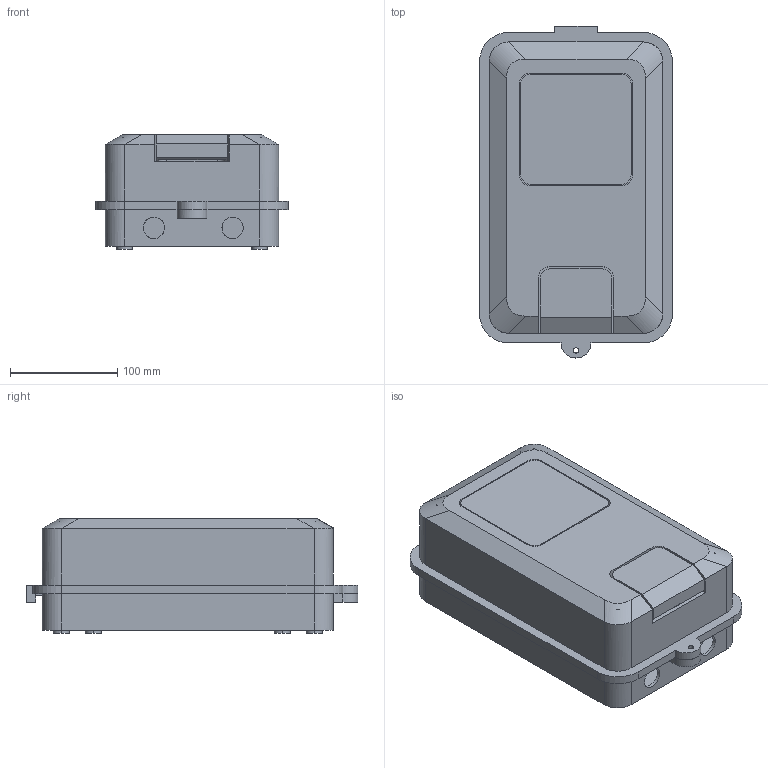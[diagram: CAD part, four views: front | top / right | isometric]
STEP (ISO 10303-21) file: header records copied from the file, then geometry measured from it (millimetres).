
FILE_DESCRIPTION (( 'STEP AP214' ), '1' );
FILE_NAME ('MKP24-N-018-028-10-54.step', '2025-02-07T13:35:47', ( '' ), ( '' ), 'SwSTEP 2.0', 'SolidWorks 2022', '' );
FILE_SCHEMA (( 'AUTOMOTIVE_DESIGN' ));
Length unit declared in the file: millimetre
Products named in the file (5): 18x28x101; MKP24-N-018-028-10-54; 18x28x105; 18x28x102; 18x28x1012
Assembly tree (4 placements, depth 2):
  MKP24-N-018-028-10-54
    18x28x101
    18x28x102
    18x28x105
    18x28x1012
Bounding box: 180 x 310 x 107.01 mm (x, y, z)
Volume: 608775.4 mm3; surface area: 411195.2 mm2
Topology: 4 solids, 4 shells, 227 faces, 629 edges, 419 vertices
Faces by surface type: plane 133, cylinder 86, bspline 4, cone 4
Entity records: 9199 total; most frequent: CARTESIAN_POINT 3294, ORIENTED_EDGE 1258, DIRECTION 1072, EDGE_CURVE 629, VERTEX_POINT 419, AXIS2_PLACEMENT_3D 366, VECTOR 340, LINE 340
